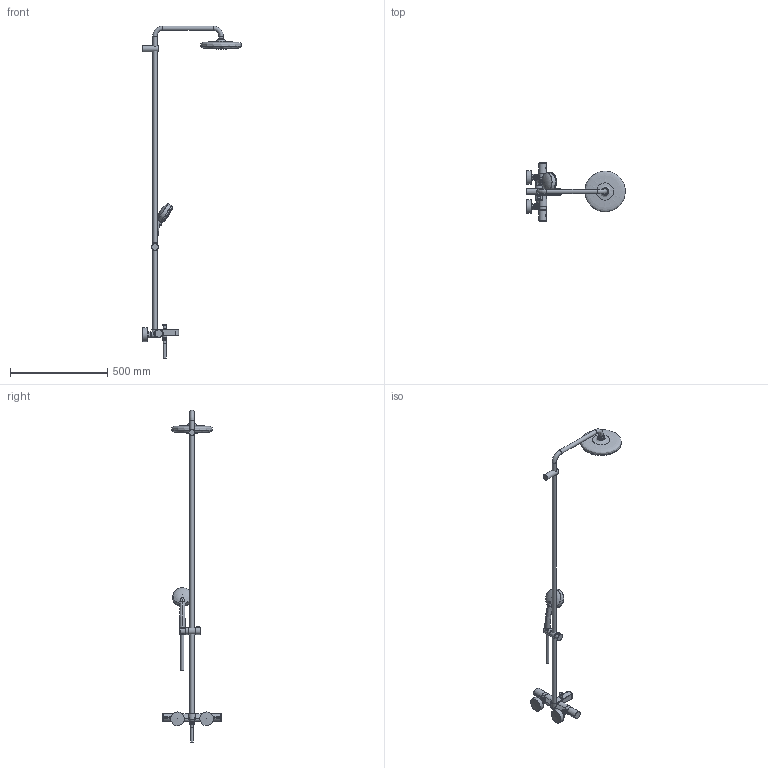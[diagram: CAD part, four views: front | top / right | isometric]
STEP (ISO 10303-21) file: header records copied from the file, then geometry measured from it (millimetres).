
FILE_DESCRIPTION(/* description */ ('Unknown'),/* implementation_level */ '2;1');
FILE_NAME(/* name */ '26223001',/* time_stamp */ '2022-09-08T11:22:43+02:00',/* author */ ('Unknown'),/* organization */ ('GROHE AG'),/* preprocessor_version */ 'ST-DEVELOPER v16.7',/* originating_system */ 'DEX',/* authorisation */ $);
FILE_SCHEMA (('AUTOMOTIVE_DESIGN {1 0 10303 214 3 1 1}'));
Length unit declared in the file: millimetre
Products named in the file (33): 26223001; 26223001_0; plane; 26223001_1; 26223001_2; 26223001_3; 26223001_4; 26223001_5; extrude#; trim_sur; 26223001_6; 26223001_7; 26223001_8; 26223001_9; 40.1203.0 Dummy f黵 Kunde; 26223001_10; 26223001_11; 26223001_12; 26223001_13; 50.9697.1_Standard; 26223001_14; 26223001_15; 26223001_16; 081107 GTM1000C Handles Update02; 26223001_17; 081107 GTM1000C Handles Update02_0; 26223001_18; 26223001_19; 26223001_20; 26223001_21; 26223001_22; 26223001_23
Assembly tree (32 placements, depth 2):
  26223001
    26223001
    26223001_0
    plane
    26223001_1
    26223001_2
    26223001_3
    26223001_4
    26223001_5
    extrude#
    trim_sur
    26223001_6
    26223001_7
    26223001_8
    26223001_9
    40.1203.0 Dummy f黵 Kunde
    26223001_10
    26223001_11
    26223001_12
    26223001_13
    50.9697.1_Standard
    26223001_14
    26223001_15
    26223001_16
    081107 GTM1000C Handles Update02
    26223001_17
    081107 GTM1000C Handles Update02_0
    26223001_18
    26223001_19
    26223001_20
    26223001_21
    26223001_22
    26223001_23
Bounding box: 509.15 x 298.45 x 1706.21 mm (x, y, z)
Volume: 3224766.2 mm3; surface area: 700174.2 mm2
Topology: 32 solids, 34 shells, 1935 faces, 5844 edges, 4141 vertices
Faces by surface type: bspline 1177, cylinder 326, plane 160, torus 138, cone 125, sphere 9
Full cylindrical faces by diameter (mm): 2.8 x52, 4 x126, 14 x2, 15 x2, 15.196 x1, 15.3 x1, 16.9 x1, 17.5 x2, 18.5 x1, 18.7 x4, 19 x2, 19.9 x1, 20 x2, 20.9 x4, 20.955 x2, 20.96 x1, 21.8 x1, 22 x2, 23 x2, 23.9 x1, 24 x2, 27 x2, 31.3 x1, 31.8 x1, 32 x1, 33.4 x2, 36 x3, 40 x2, 70 x2, 80.5 x1
Entity records: 113054 total; most frequent: CARTESIAN_POINT 75584, ORIENTED_EDGE 9160, EDGE_CURVE 4580, B_SPLINE_CURVE_WITH_KNOTS 3605, VERTEX_POINT 3592, DIRECTION 3392, FACE_BOUND 2814, EDGE_LOOP 2812
